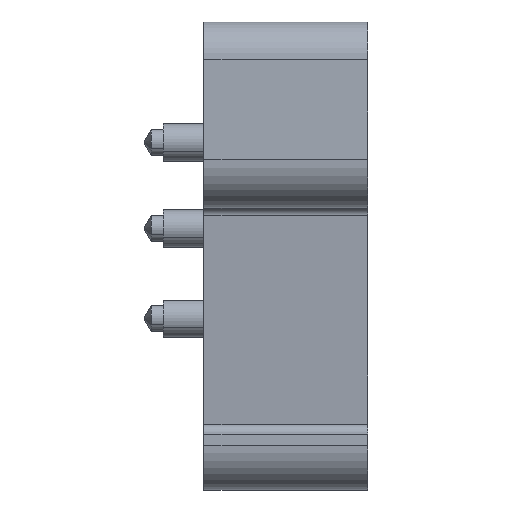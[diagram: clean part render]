
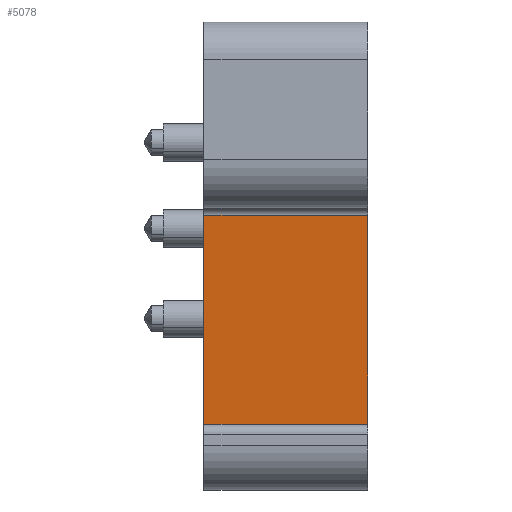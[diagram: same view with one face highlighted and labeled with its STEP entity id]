
A CAD part, front view. The second image highlights one B-rep face of the part: STEP entity #5078.
In plain terms, the highlighted planar face has unit normal (0, -0.996, -0.087).
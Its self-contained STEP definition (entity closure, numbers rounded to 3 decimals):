
#5058=AXIS2_PLACEMENT_3D('Plane Axis2P3D',#5055,#5056,#5057) ;
#1110=CARTESIAN_POINT('Vertex',(13.644,4.281,16.749)) ;
#1113=CARTESIAN_POINT('Line Origine',(13.644,4.892,9.769)) ;
#1117=CARTESIAN_POINT('Vertex',(13.644,5.502,2.79)) ;
#5039=CARTESIAN_POINT('Vertex',(3.644,5.502,2.79)) ;
#5042=CARTESIAN_POINT('Line Origine',(8.644,5.502,2.79)) ;
#5055=CARTESIAN_POINT('Axis2P3D Location',(13.644,5.502,2.79)) ;
#5060=CARTESIAN_POINT('Line Origine',(3.644,4.892,9.769)) ;
#5064=CARTESIAN_POINT('Vertex',(3.644,4.281,16.749)) ;
#5067=CARTESIAN_POINT('Line Origine',(8.644,4.281,16.749)) ;
#1114=DIRECTION('Vector Direction',(0.,-0.087,0.996)) ;
#5043=DIRECTION('Vector Direction',(1.,0.,0.)) ;
#5056=DIRECTION('Axis2P3D Direction',(0.,-0.996,-0.087)) ;
#5057=DIRECTION('Axis2P3D XDirection',(0.,-0.087,0.996)) ;
#5061=DIRECTION('Vector Direction',(0.,-0.087,0.996)) ;
#5068=DIRECTION('Vector Direction',(-1.,0.,0.)) ;
#1115=VECTOR('Line Direction',#1114,1.) ;
#5044=VECTOR('Line Direction',#5043,1.) ;
#5062=VECTOR('Line Direction',#5061,1.) ;
#5069=VECTOR('Line Direction',#5068,1.) ;
#5073=ORIENTED_EDGE('',*,*,#5066,.T.) ;
#5074=ORIENTED_EDGE('',*,*,#5046,.F.) ;
#5075=ORIENTED_EDGE('',*,*,#1119,.F.) ;
#5076=ORIENTED_EDGE('',*,*,#5071,.T.) ;
#5078=ADVANCED_FACE('RASTFUSS',(#5077),#5059,.T.) ;
#1119=EDGE_CURVE('',#1111,#1118,#1116,.F.) ;
#5046=EDGE_CURVE('',#1118,#5040,#5045,.F.) ;
#5066=EDGE_CURVE('',#5065,#5040,#5063,.F.) ;
#5071=EDGE_CURVE('',#1111,#5065,#5070,.T.) ;
#5072=EDGE_LOOP('',(#5073,#5074,#5075,#5076)) ;
#5077=FACE_OUTER_BOUND('',#5072,.T.) ;
#1116=LINE('Line',#1113,#1115) ;
#5045=LINE('Line',#5042,#5044) ;
#5063=LINE('Line',#5060,#5062) ;
#5070=LINE('Line',#5067,#5069) ;
#5059=PLANE('',#5058) ;
#1111=VERTEX_POINT('',#1110) ;
#1118=VERTEX_POINT('',#1117) ;
#5040=VERTEX_POINT('',#5039) ;
#5065=VERTEX_POINT('',#5064) ;
